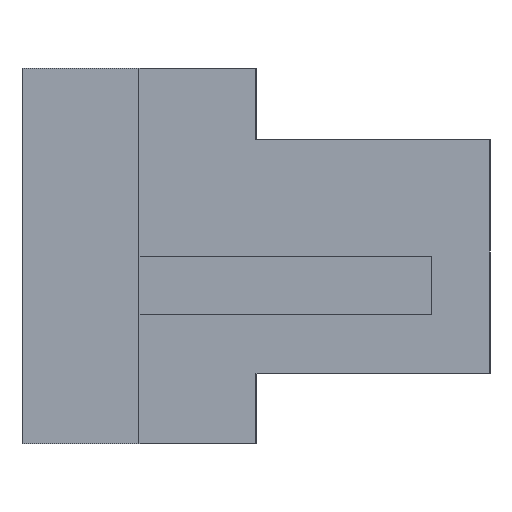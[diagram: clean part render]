
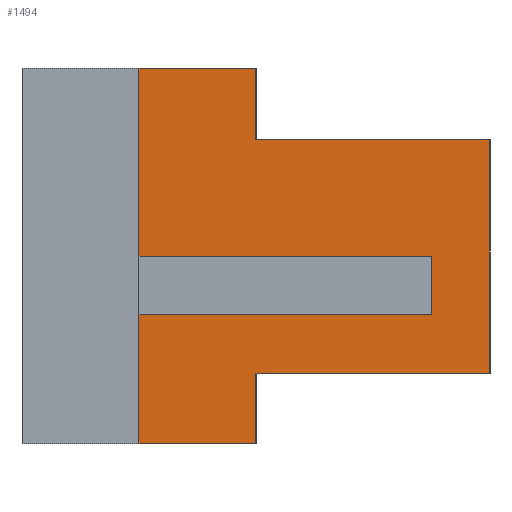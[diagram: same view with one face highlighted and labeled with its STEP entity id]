
A CAD part, left-side view. The second image highlights one B-rep face of the part: STEP entity #1494.
In plain terms, the highlighted planar face has unit normal (-1, 0, 0).
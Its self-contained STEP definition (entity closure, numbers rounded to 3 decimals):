
#17=DIRECTION('',(0.,0.,1.));
#18=VECTOR('',#17,2.);
#19=CARTESIAN_POINT('',(-4.325,0.,0.7));
#20=LINE('',#19,#18);
#161=DIRECTION('',(0.,0.,1.));
#162=VECTOR('',#161,1.103);
#163=CARTESIAN_POINT('',(-4.325,3.,0.101));
#164=LINE('',#163,#162);
#165=DIRECTION('',(0.,0.,-1.));
#166=VECTOR('',#165,0.5);
#167=CARTESIAN_POINT('',(-4.325,0.5,1.704));
#168=LINE('',#167,#166);
#169=DIRECTION('',(0.,0.,1.));
#170=VECTOR('',#169,1.603);
#171=CARTESIAN_POINT('',(-4.325,3.,1.704));
#172=LINE('',#171,#170);
#173=DIRECTION('',(0.,1.,0.));
#174=VECTOR('',#173,2.);
#175=CARTESIAN_POINT('',(-4.325,0.,0.7));
#176=LINE('',#175,#174);
#177=DIRECTION('',(0.,1.,0.));
#178=VECTOR('',#177,1.);
#179=CARTESIAN_POINT('',(-4.325,2.,0.101));
#180=LINE('',#179,#178);
#289=DIRECTION('',(0.,1.,0.));
#290=VECTOR('',#289,2.5);
#291=CARTESIAN_POINT('',(-4.325,0.5,1.204));
#292=LINE('',#291,#290);
#305=DIRECTION('',(0.,-1.,0.));
#306=VECTOR('',#305,2.5);
#307=CARTESIAN_POINT('',(-4.325,3.,1.704));
#308=LINE('',#307,#306);
#313=DIRECTION('',(0.,0.,1.));
#314=VECTOR('',#313,0.608);
#315=CARTESIAN_POINT('',(-4.325,2.,2.7));
#316=LINE('',#315,#314);
#333=DIRECTION('',(0.,0.,1.));
#334=VECTOR('',#333,0.599);
#335=CARTESIAN_POINT('',(-4.325,2.,0.101));
#336=LINE('',#335,#334);
#341=DIRECTION('',(0.,1.,0.));
#342=VECTOR('',#341,2.);
#343=CARTESIAN_POINT('',(-4.325,0.,2.7));
#344=LINE('',#343,#342);
#345=DIRECTION('',(0.,1.,0.));
#346=VECTOR('',#345,1.);
#347=CARTESIAN_POINT('',(-4.325,2.,3.308));
#348=LINE('',#347,#346);
#1025=CARTESIAN_POINT('',(-4.325,0.,0.7));
#1026=CARTESIAN_POINT('',(-4.325,0.,2.7));
#1027=VERTEX_POINT('',#1025);
#1028=VERTEX_POINT('',#1026);
#1105=CARTESIAN_POINT('',(-4.325,0.5,1.704));
#1106=CARTESIAN_POINT('',(-4.325,0.5,1.204));
#1107=VERTEX_POINT('',#1105);
#1108=VERTEX_POINT('',#1106);
#1113=CARTESIAN_POINT('',(-4.325,2.,3.308));
#1115=VERTEX_POINT('',#1113);
#1118=CARTESIAN_POINT('',(-4.325,2.,0.101));
#1120=VERTEX_POINT('',#1118);
#1121=CARTESIAN_POINT('',(-4.325,2.,2.7));
#1123=VERTEX_POINT('',#1121);
#1126=CARTESIAN_POINT('',(-4.325,2.,0.7));
#1128=VERTEX_POINT('',#1126);
#1337=CARTESIAN_POINT('',(-4.325,3.,0.101));
#1338=CARTESIAN_POINT('',(-4.325,3.,1.204));
#1339=VERTEX_POINT('',#1337);
#1340=VERTEX_POINT('',#1338);
#1341=CARTESIAN_POINT('',(-4.325,3.,1.704));
#1342=CARTESIAN_POINT('',(-4.325,3.,3.308));
#1343=VERTEX_POINT('',#1341);
#1344=VERTEX_POINT('',#1342);
#1464=CARTESIAN_POINT('',(-4.325,0.,0.7));
#1465=DIRECTION('',(-1.,0.,0.));
#1466=DIRECTION('',(0.,0.,1.));
#1467=AXIS2_PLACEMENT_3D('',#1464,#1465,#1466);
#1468=PLANE('',#1467);
#1470=ORIENTED_EDGE('',*,*,#1469,.T.);
#1472=ORIENTED_EDGE('',*,*,#1471,.F.);
#1474=ORIENTED_EDGE('',*,*,#1473,.F.);
#1476=ORIENTED_EDGE('',*,*,#1475,.F.);
#1478=ORIENTED_EDGE('',*,*,#1477,.T.);
#1480=ORIENTED_EDGE('',*,*,#1479,.F.);
#1482=ORIENTED_EDGE('',*,*,#1481,.F.);
#1484=ORIENTED_EDGE('',*,*,#1483,.F.);
#1485=ORIENTED_EDGE('',*,*,#1366,.F.);
#1487=ORIENTED_EDGE('',*,*,#1486,.T.);
#1489=ORIENTED_EDGE('',*,*,#1488,.F.);
#1491=ORIENTED_EDGE('',*,*,#1490,.T.);
#1492=EDGE_LOOP('',(#1470,#1472,#1474,#1476,#1478,#1480,#1482,#1484,#1485,#1487,
#1489,#1491));
#1493=FACE_OUTER_BOUND('',#1492,.F.);
#1366=EDGE_CURVE('',#1027,#1028,#20,.T.);
#1469=EDGE_CURVE('',#1339,#1340,#164,.T.);
#1471=EDGE_CURVE('',#1108,#1340,#292,.T.);
#1473=EDGE_CURVE('',#1107,#1108,#168,.T.);
#1475=EDGE_CURVE('',#1343,#1107,#308,.T.);
#1477=EDGE_CURVE('',#1343,#1344,#172,.T.);
#1479=EDGE_CURVE('',#1115,#1344,#348,.T.);
#1481=EDGE_CURVE('',#1123,#1115,#316,.T.);
#1483=EDGE_CURVE('',#1028,#1123,#344,.T.);
#1486=EDGE_CURVE('',#1027,#1128,#176,.T.);
#1488=EDGE_CURVE('',#1120,#1128,#336,.T.);
#1490=EDGE_CURVE('',#1120,#1339,#180,.T.);
#1494=ADVANCED_FACE('',(#1493),#1468,.T.);
